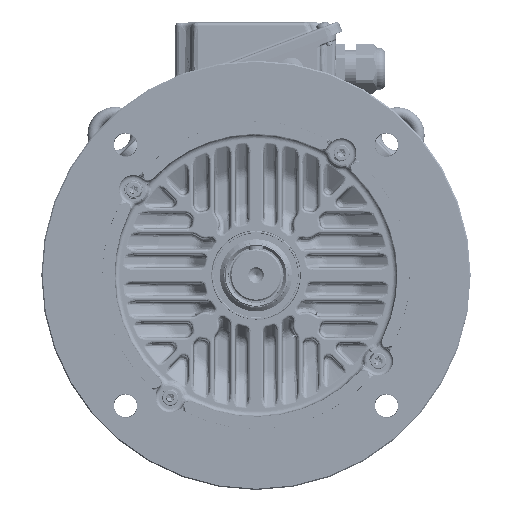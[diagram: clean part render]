
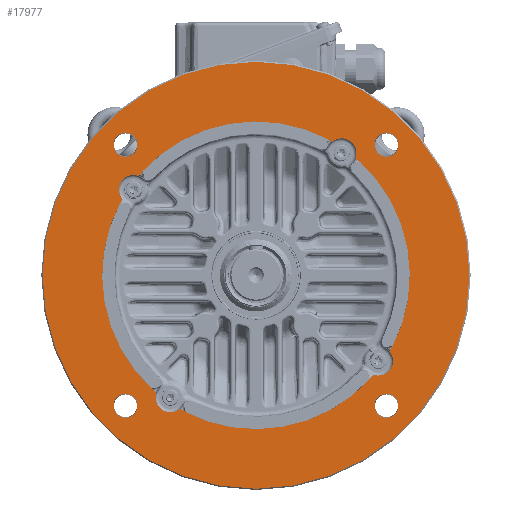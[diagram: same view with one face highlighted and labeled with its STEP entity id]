
A CAD part, top view. The second image highlights one B-rep face of the part: STEP entity #17977.
In plain terms, the highlighted planar face has unit normal (0, 0, 1).
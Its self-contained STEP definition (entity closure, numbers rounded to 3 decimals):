
#1893=FACE_BOUND('',#31191,.T.);
#1894=FACE_BOUND('',#31192,.T.);
#1895=FACE_BOUND('',#31193,.T.);
#1896=FACE_BOUND('',#31194,.T.);
#1897=FACE_BOUND('',#31195,.T.);
#1898=FACE_BOUND('',#31196,.T.);
#12919=PLANE('',#108578);
#17977=ADVANCED_FACE('',(#1893,#1894,#1895,#1896,#1897,#1898),#12919,.T.);
#31191=EDGE_LOOP('',(#64802));
#31192=EDGE_LOOP('',(#64803,#64804,#64805,#64806,#64807,#64808,#64809,#64810,
#64811,#64812,#64813,#64814));
#31193=EDGE_LOOP('',(#64815));
#31194=EDGE_LOOP('',(#64816));
#31195=EDGE_LOOP('',(#64817));
#31196=EDGE_LOOP('',(#64818));
#64802=ORIENTED_EDGE('',*,*,#93104,.F.);
#64803=ORIENTED_EDGE('',*,*,#93105,.T.);
#64804=ORIENTED_EDGE('',*,*,#93106,.T.);
#64805=ORIENTED_EDGE('',*,*,#93107,.T.);
#64806=ORIENTED_EDGE('',*,*,#92199,.T.);
#64807=ORIENTED_EDGE('',*,*,#91850,.T.);
#64808=ORIENTED_EDGE('',*,*,#93108,.T.);
#64809=ORIENTED_EDGE('',*,*,#91544,.T.);
#64810=ORIENTED_EDGE('',*,*,#93109,.T.);
#64811=ORIENTED_EDGE('',*,*,#93110,.T.);
#64812=ORIENTED_EDGE('',*,*,#93111,.T.);
#64813=ORIENTED_EDGE('',*,*,#93112,.T.);
#64814=ORIENTED_EDGE('',*,*,#93113,.T.);
#64815=ORIENTED_EDGE('',*,*,#93114,.T.);
#64816=ORIENTED_EDGE('',*,*,#93115,.T.);
#64817=ORIENTED_EDGE('',*,*,#93116,.T.);
#64818=ORIENTED_EDGE('',*,*,#93117,.T.);
#76848=VERTEX_POINT('',#235013);
#76852=VERTEX_POINT('',#235021);
#77115=VERTEX_POINT('',#236904);
#77116=VERTEX_POINT('',#236906);
#77451=VERTEX_POINT('',#238529);
#77954=VERTEX_POINT('',#245105);
#77955=VERTEX_POINT('',#245107);
#77956=VERTEX_POINT('',#245108);
#77957=VERTEX_POINT('',#245110);
#77958=VERTEX_POINT('',#245114);
#77959=VERTEX_POINT('',#245116);
#77960=VERTEX_POINT('',#245118);
#77961=VERTEX_POINT('',#245120);
#77962=VERTEX_POINT('',#245123);
#77963=VERTEX_POINT('',#245125);
#77964=VERTEX_POINT('',#245127);
#77965=VERTEX_POINT('',#245129);
#91544=EDGE_CURVE('',#76848,#76852,#98690,.T.);
#91850=EDGE_CURVE('',#77116,#77115,#98795,.T.);
#92199=EDGE_CURVE('',#77451,#77116,#98888,.T.);
#93104=EDGE_CURVE('',#77954,#77954,#99369,.T.);
#93105=EDGE_CURVE('',#77955,#77956,#99370,.T.);
#93106=EDGE_CURVE('',#77956,#77957,#99371,.T.);
#93107=EDGE_CURVE('',#77957,#77451,#99372,.T.);
#93108=EDGE_CURVE('',#77115,#76848,#99373,.T.);
#93109=EDGE_CURVE('',#76852,#77958,#99374,.T.);
#93110=EDGE_CURVE('',#77958,#77959,#99375,.T.);
#93111=EDGE_CURVE('',#77959,#77960,#99376,.T.);
#93112=EDGE_CURVE('',#77960,#77961,#99377,.T.);
#93113=EDGE_CURVE('',#77961,#77955,#99378,.T.);
#93114=EDGE_CURVE('',#77962,#77962,#99379,.T.);
#93115=EDGE_CURVE('',#77963,#77963,#99380,.T.);
#93116=EDGE_CURVE('',#77964,#77964,#99381,.T.);
#93117=EDGE_CURVE('',#77965,#77965,#99382,.T.);
#98690=CIRCLE('',#107594,11.828);
#98795=CIRCLE('',#107764,11.828);
#98888=CIRCLE('',#107883,11.828);
#99369=CIRCLE('',#108564,173.5);
#99370=CIRCLE('',#108565,11.828);
#99371=CIRCLE('',#108566,11.828);
#99372=CIRCLE('',#108567,125.);
#99373=CIRCLE('',#108568,125.);
#99374=CIRCLE('',#108569,11.828);
#99375=CIRCLE('',#108570,125.);
#99376=CIRCLE('',#108571,11.828);
#99377=CIRCLE('',#108572,11.828);
#99378=CIRCLE('',#108573,125.);
#99379=CIRCLE('',#108574,9.704);
#99380=CIRCLE('',#108575,9.704);
#99381=CIRCLE('',#108576,9.704);
#99382=CIRCLE('',#108577,9.704);
#107594=AXIS2_PLACEMENT_3D('',#235022,#128929,#128930);
#107764=AXIS2_PLACEMENT_3D('',#236905,#129317,#129318);
#107883=AXIS2_PLACEMENT_3D('',#238531,#129638,#129639);
#108564=AXIS2_PLACEMENT_3D('',#245104,#131102,#131103);
#108565=AXIS2_PLACEMENT_3D('',#245106,#131104,#131105);
#108566=AXIS2_PLACEMENT_3D('',#245109,#131106,#131107);
#108567=AXIS2_PLACEMENT_3D('',#245111,#131108,#131109);
#108568=AXIS2_PLACEMENT_3D('',#245112,#131110,#131111);
#108569=AXIS2_PLACEMENT_3D('',#245113,#131112,#131113);
#108570=AXIS2_PLACEMENT_3D('',#245115,#131114,#131115);
#108571=AXIS2_PLACEMENT_3D('',#245117,#131116,#131117);
#108572=AXIS2_PLACEMENT_3D('',#245119,#131118,#131119);
#108573=AXIS2_PLACEMENT_3D('',#245121,#131120,#131121);
#108574=AXIS2_PLACEMENT_3D('',#245122,#131122,#131123);
#108575=AXIS2_PLACEMENT_3D('',#245124,#131124,#131125);
#108576=AXIS2_PLACEMENT_3D('',#245126,#131126,#131127);
#108577=AXIS2_PLACEMENT_3D('',#245128,#131128,#131129);
#108578=AXIS2_PLACEMENT_3D('',#245130,#131130,#131131);
#128929=DIRECTION('',(0.,0.,-1.));
#128930=DIRECTION('',(1.,0.,0.));
#129317=DIRECTION('',(0.,0.,-1.));
#129318=DIRECTION('',(1.,0.,0.));
#129638=DIRECTION('',(0.,0.,-1.));
#129639=DIRECTION('',(1.,0.,0.));
#131102=DIRECTION('',(0.,0.,-1.));
#131103=DIRECTION('',(1.,0.,0.));
#131104=DIRECTION('',(0.,0.,-1.));
#131105=DIRECTION('',(1.,0.,0.));
#131106=DIRECTION('',(0.,0.,-1.));
#131107=DIRECTION('',(1.,0.,0.));
#131108=DIRECTION('',(0.,0.,-1.));
#131109=DIRECTION('',(1.,0.,0.));
#131110=DIRECTION('',(0.,0.,-1.));
#131111=DIRECTION('',(1.,0.,0.));
#131112=DIRECTION('',(0.,0.,-1.));
#131113=DIRECTION('',(1.,0.,0.));
#131114=DIRECTION('',(0.,0.,-1.));
#131115=DIRECTION('',(1.,0.,0.));
#131116=DIRECTION('',(0.,0.,-1.));
#131117=DIRECTION('',(1.,0.,0.));
#131118=DIRECTION('',(0.,0.,-1.));
#131119=DIRECTION('',(1.,0.,0.));
#131120=DIRECTION('',(0.,0.,-1.));
#131121=DIRECTION('',(1.,0.,0.));
#131122=DIRECTION('',(0.,0.,-1.));
#131123=DIRECTION('',(1.,0.,0.));
#131124=DIRECTION('',(0.,0.,-1.));
#131125=DIRECTION('',(1.,0.,0.));
#131126=DIRECTION('',(0.,0.,-1.));
#131127=DIRECTION('',(1.,0.,0.));
#131128=DIRECTION('',(0.,0.,-1.));
#131129=DIRECTION('',(1.,0.,0.));
#131130=DIRECTION('',(0.,0.,1.));
#131131=DIRECTION('',(1.,0.,0.));
#235013=CARTESIAN_POINT('',(-108.53,62.018,0.));
#235021=CARTESIAN_POINT('',(-109.216,76.474,0.));
#235022=CARTESIAN_POINT('',(-99.527,69.69,0.));
#236904=CARTESIAN_POINT('',(-80.774,-95.397,0.));
#236905=CARTESIAN_POINT('',(-69.69,-99.527,0.));
#236906=CARTESIAN_POINT('',(-76.474,-109.216,0.));
#238529=CARTESIAN_POINT('',(-62.018,-108.53,0.));
#238531=CARTESIAN_POINT('',(-69.69,-99.527,0.));
#245104=CARTESIAN_POINT('',(0.,0.,0.));
#245105=CARTESIAN_POINT('',(173.5,0.,0.));
#245106=CARTESIAN_POINT('',(99.527,-69.69,0.));
#245107=CARTESIAN_POINT('',(108.53,-62.018,0.));
#245108=CARTESIAN_POINT('',(109.216,-76.474,0.));
#245109=CARTESIAN_POINT('',(99.527,-69.69,0.));
#245110=CARTESIAN_POINT('',(95.397,-80.774,0.));
#245111=CARTESIAN_POINT('',(0.,0.,0.));
#245112=CARTESIAN_POINT('',(0.,0.,0.));
#245113=CARTESIAN_POINT('',(-99.527,69.69,0.));
#245114=CARTESIAN_POINT('',(-95.397,80.774,0.));
#245115=CARTESIAN_POINT('',(0.,0.,0.));
#245116=CARTESIAN_POINT('',(62.018,108.53,0.));
#245117=CARTESIAN_POINT('',(69.69,99.527,0.));
#245118=CARTESIAN_POINT('',(76.474,109.216,0.));
#245119=CARTESIAN_POINT('',(69.69,99.527,0.));
#245120=CARTESIAN_POINT('',(80.774,95.397,0.));
#245121=CARTESIAN_POINT('',(0.,0.,0.));
#245122=CARTESIAN_POINT('',(106.066,106.066,0.));
#245123=CARTESIAN_POINT('',(115.77,106.066,0.));
#245124=CARTESIAN_POINT('',(106.066,-106.066,0.));
#245125=CARTESIAN_POINT('',(115.77,-106.066,0.));
#245126=CARTESIAN_POINT('',(-106.066,-106.066,0.));
#245127=CARTESIAN_POINT('',(-96.362,-106.066,0.));
#245128=CARTESIAN_POINT('',(-106.066,106.066,0.));
#245129=CARTESIAN_POINT('',(-96.362,106.066,0.));
#245130=CARTESIAN_POINT('',(0.,125.,0.));
